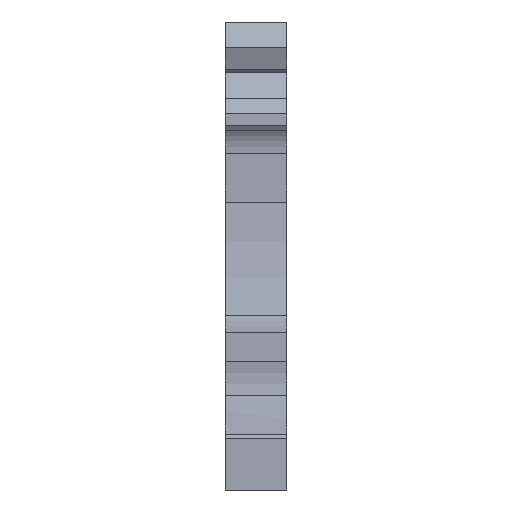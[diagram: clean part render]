
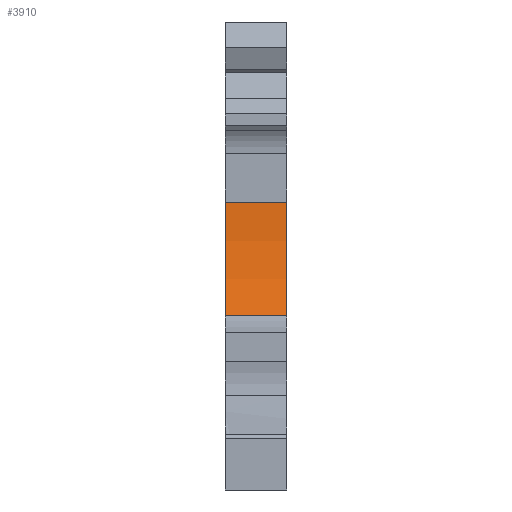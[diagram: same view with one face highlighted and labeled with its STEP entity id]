
A CAD part, front view. The second image highlights one B-rep face of the part: STEP entity #3910.
In plain terms, the highlighted cylindrical face has radius 34 mm (diameter 68 mm), a partial arc.
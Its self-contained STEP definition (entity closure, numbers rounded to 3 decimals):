
#3500=CARTESIAN_POINT('',(-31.858,12.984,
10.3));
#3510=DIRECTION('',(0.,0.,-1.));
#3520=DIRECTION('',(-0.993,-0.122,
0.));
#3530=AXIS2_PLACEMENT_3D('',#3500,#3510,#3520);
#3540=CYLINDRICAL_SURFACE('',#3530,34.);
#3550=CARTESIAN_POINT('',(-31.858,12.984,
10.3));
#3560=DIRECTION('',(0.,0.,-1.));
#3570=DIRECTION('',(-0.993,-0.122,
0.));
#3580=AXIS2_PLACEMENT_3D('',#3550,#3560,#3570);
#3590=CIRCLE('',#3580,34.);
#3600=CARTESIAN_POINT('',(2.142,12.984,
10.3));
#3610=VERTEX_POINT('',#3600);
#3620=CARTESIAN_POINT('',(0.181,1.602,
10.3));
#3630=VERTEX_POINT('',#3620);
#3640=EDGE_CURVE('',#3610,#3630,#3590,.T.);
#3650=ORIENTED_EDGE('',*,*,#3640,.T.);
#3660=CARTESIAN_POINT('',(2.142,12.984,
10.3));
#3670=DIRECTION('',(0.,0.,1.));
#3680=VECTOR('',#3670,1.);
#3690=LINE('',#3660,#3680);
#3700=CARTESIAN_POINT('',(2.142,12.984,
16.45));
#3710=VERTEX_POINT('',#3700);
#3720=EDGE_CURVE('',#3610,#3710,#3690,.T.);
#3730=ORIENTED_EDGE('',*,*,#3720,.F.);
#3740=CARTESIAN_POINT('',(-31.858,12.984,
16.45));
#3750=DIRECTION('',(0.,0.,-1.));
#3760=DIRECTION('',(-0.993,-0.122,
0.));
#3770=AXIS2_PLACEMENT_3D('',#3740,#3750,#3760);
#3780=CIRCLE('',#3770,34.);
#3790=CARTESIAN_POINT('',(0.181,1.602,
16.45));
#3800=VERTEX_POINT('',#3790);
#3810=EDGE_CURVE('',#3710,#3800,#3780,.T.);
#3820=ORIENTED_EDGE('',*,*,#3810,.F.);
#3830=CARTESIAN_POINT('',(0.181,1.602,
10.3));
#3840=DIRECTION('',(0.,0.,1.));
#3850=VECTOR('',#3840,1.);
#3860=LINE('',#3830,#3850);
#3870=EDGE_CURVE('',#3630,#3800,#3860,.T.);
#3880=ORIENTED_EDGE('',*,*,#3870,.T.);
#3890=EDGE_LOOP('',(#3880,#3820,#3730,#3650));
#3900=FACE_OUTER_BOUND('',#3890,.T.);
#3910=ADVANCED_FACE('',(#3900),#3540,.F.);
